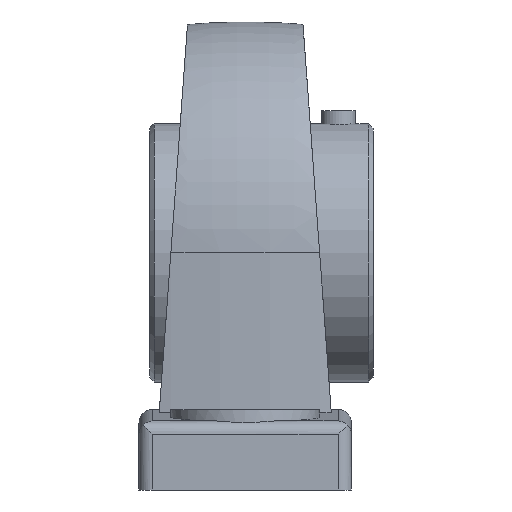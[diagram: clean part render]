
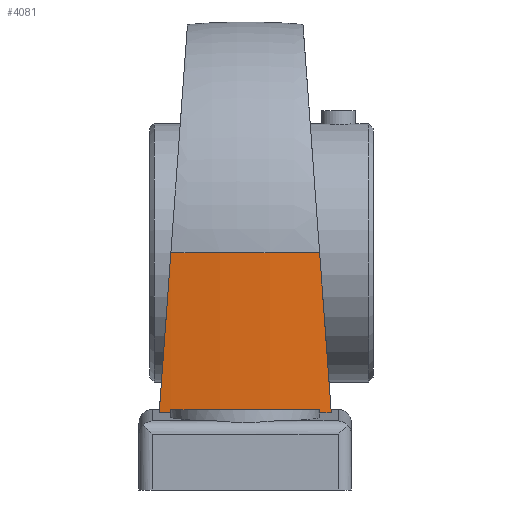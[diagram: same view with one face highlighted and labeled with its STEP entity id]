
A CAD part, front view. The second image highlights one B-rep face of the part: STEP entity #4081.
In plain terms, the highlighted cylindrical face has radius 226.939 mm (diameter 453.877 mm), a partial arc.
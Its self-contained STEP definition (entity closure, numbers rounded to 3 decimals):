
#147 = CARTESIAN_POINT ( 'NONE',  ( 25.9, -78.917, -54.6 ) ) ;
#392 = ORIENTED_EDGE ( 'NONE', *, *, #5165, .T. ) ;
#439 = CARTESIAN_POINT ( 'NONE',  ( 29.96, -78.414, -55.696 ) ) ;
#567 = CARTESIAN_POINT ( 'NONE',  ( -25.9, -78.917, -55.722 ) ) ;
#594 = ORIENTED_EDGE ( 'NONE', *, *, #4224, .F. ) ;
#637 = AXIS2_PLACEMENT_3D ( 'NONE', #7034, #8733, #6174 ) ;
#1010 = DIRECTION ( 'NONE',  ( 0., 0., -1. ) ) ;
#1273 = DIRECTION ( 'NONE',  ( 0., 0., 1. ) ) ;
#1385 =( BOUNDED_CURVE ( )  B_SPLINE_CURVE ( 3, ( #1608, #4120, #9485, #6021 ),
 .UNSPECIFIED., .F., .F. ) 
 B_SPLINE_CURVE_WITH_KNOTS ( ( 4, 4 ),
 ( 4.58, 4.598 ),
 .UNSPECIFIED. ) 
 CURVE ( )  GEOMETRIC_REPRESENTATION_ITEM ( )  RATIONAL_B_SPLINE_CURVE ( ( 1., 1., 1., 1. ) ) 
 REPRESENTATION_ITEM ( '' )  );
#1443 = EDGE_CURVE ( 'NONE', #8557, #11036, #6472, .T. ) ;
#1467 = CARTESIAN_POINT ( 'NONE',  ( 28.608, -78.594, -55.705 ) ) ;
#1608 = CARTESIAN_POINT ( 'NONE',  ( 29.96, -78.414, -55.696 ) ) ;
#1749 = CARTESIAN_POINT ( 'NONE',  ( -27.256, -78.761, -18.586 ) ) ;
#1785 = VECTOR ( 'NONE', #1010, 1000. ) ;
#1980 = CARTESIAN_POINT ( 'NONE',  ( 25.9, -78.917, -55.722 ) ) ;
#2099 = ORIENTED_EDGE ( 'NONE', *, *, #9674, .T. ) ;
#2149 = AXIS2_PLACEMENT_3D ( 'NONE', #3010, #8442, #9180 ) ;
#2191 = LINE ( 'NONE', #6441, #11048 ) ;
#2194 = VERTEX_POINT ( 'NONE', #9392 ) ;
#2490 = CARTESIAN_POINT ( 'NONE',  ( -29.96, -78.414, -55.696 ) ) ;
#2940 = CARTESIAN_POINT ( 'NONE',  ( -25.9, -78.917, -54.6 ) ) ;
#3010 = CARTESIAN_POINT ( 'NONE',  ( 0., 146.538, 0. ) ) ;
#3055 = VERTEX_POINT ( 'NONE', #147 ) ;
#3814 = LINE ( 'NONE', #7035, #1785 ) ;
#3861 = ORIENTED_EDGE ( 'NONE', *, *, #9952, .T. ) ;
#3889 = VERTEX_POINT ( 'NONE', #567 ) ;
#4081 = ADVANCED_FACE ( 'NONE', ( #10367 ), #5274, .T. ) ;
#4120 = CARTESIAN_POINT ( 'NONE',  ( 28.609, -78.594, -37.152 ) ) ;
#4204 = DIRECTION ( 'NONE',  ( -1., 0., 0. ) ) ;
#4224 = EDGE_CURVE ( 'NONE', #3889, #2194, #9074, .T. ) ;
#4535 = EDGE_LOOP ( 'NONE', ( #3861, #392, #8347, #10027, #11049, #7713, #2099, #594 ) ) ;
#4962 = CARTESIAN_POINT ( 'NONE',  ( -29.96, -78.414, -55.696 ) ) ;
#5165 = EDGE_CURVE ( 'NONE', #9855, #3055, #5191, .T. ) ;
#5191 = CIRCLE ( 'NONE', #10987, 226.938 ) ;
#5274 = CYLINDRICAL_SURFACE ( 'NONE', #637, 226.938 ) ;
#5311 = VERTEX_POINT ( 'NONE', #6109 ) ;
#5879 = CARTESIAN_POINT ( 'NONE',  ( -28.609, -78.594, -37.152 ) ) ;
#5954 =( BOUNDED_CURVE ( )  B_SPLINE_CURVE ( 3, ( #9346, #1749, #5879, #2490 ),
 .UNSPECIFIED., .F., .F. ) 
 B_SPLINE_CURVE_WITH_KNOTS ( ( 4, 4 ),
 ( 4.827, 4.845 ),
 .UNSPECIFIED. ) 
 CURVE ( )  GEOMETRIC_REPRESENTATION_ITEM ( )  RATIONAL_B_SPLINE_CURVE ( ( 1., 1., 1., 1. ) ) 
 REPRESENTATION_ITEM ( '' )  );
#6021 = CARTESIAN_POINT ( 'NONE',  ( 25.902, -78.917, 0. ) ) ;
#6109 = CARTESIAN_POINT ( 'NONE',  ( -25.902, -78.917, 0. ) ) ;
#6174 = DIRECTION ( 'NONE',  ( -1., 0., 0. ) ) ;
#6441 = CARTESIAN_POINT ( 'NONE',  ( -25.9, -78.917, -55.2 ) ) ;
#6472 =( BOUNDED_CURVE ( )  B_SPLINE_CURVE ( 3, ( #439, #1467, #10936, #8391 ),
 .UNSPECIFIED., .F., .F. ) 
 B_SPLINE_CURVE_WITH_KNOTS ( ( 4, 4 ),
 ( 6.151, 6.169 ),
 .UNSPECIFIED. ) 
 CURVE ( )  GEOMETRIC_REPRESENTATION_ITEM ( )  RATIONAL_B_SPLINE_CURVE ( ( 1., 1., 1., 1. ) ) 
 REPRESENTATION_ITEM ( '' )  );
#6510 = CARTESIAN_POINT ( 'NONE',  ( 29.96, -78.414, -55.696 ) ) ;
#6605 = CARTESIAN_POINT ( 'NONE',  ( -27.255, -78.762, -55.714 ) ) ;
#7034 = CARTESIAN_POINT ( 'NONE',  ( 0., 146.538, -57.1 ) ) ;
#7035 = CARTESIAN_POINT ( 'NONE',  ( 25.9, -78.917, -55.2 ) ) ;
#7041 = CIRCLE ( 'NONE', #2149, 226.938 ) ;
#7487 = DIRECTION ( 'NONE',  ( 0., 0., 1. ) ) ;
#7713 = ORIENTED_EDGE ( 'NONE', *, *, #8652, .T. ) ;
#8043 = EDGE_CURVE ( 'NONE', #8557, #9922, #1385, .T. ) ;
#8200 = CARTESIAN_POINT ( 'NONE',  ( -25.9, -78.917, -55.722 ) ) ;
#8347 = ORIENTED_EDGE ( 'NONE', *, *, #8515, .T. ) ;
#8391 = CARTESIAN_POINT ( 'NONE',  ( 25.9, -78.917, -55.722 ) ) ;
#8395 = CARTESIAN_POINT ( 'NONE',  ( 0., 146.538, -54.6 ) ) ;
#8442 = DIRECTION ( 'NONE',  ( 0., 0., -1. ) ) ;
#8515 = EDGE_CURVE ( 'NONE', #3055, #11036, #3814, .T. ) ;
#8557 = VERTEX_POINT ( 'NONE', #6510 ) ;
#8652 = EDGE_CURVE ( 'NONE', #9922, #5311, #7041, .T. ) ;
#8733 = DIRECTION ( 'NONE',  ( 0., 0., 1. ) ) ;
#9074 =( BOUNDED_CURVE ( )  B_SPLINE_CURVE ( 3, ( #8200, #6605, #10053, #4962 ),
 .UNSPECIFIED., .F., .F. ) 
 B_SPLINE_CURVE_WITH_KNOTS ( ( 4, 4 ),
 ( 0.114, 0.132 ),
 .UNSPECIFIED. ) 
 CURVE ( )  GEOMETRIC_REPRESENTATION_ITEM ( )  RATIONAL_B_SPLINE_CURVE ( ( 1., 1., 1., 1. ) ) 
 REPRESENTATION_ITEM ( '' )  );
#9180 = DIRECTION ( 'NONE',  ( -1., 0., 0. ) ) ;
#9346 = CARTESIAN_POINT ( 'NONE',  ( -25.902, -78.917, 0. ) ) ;
#9392 = CARTESIAN_POINT ( 'NONE',  ( -29.96, -78.414, -55.696 ) ) ;
#9485 = CARTESIAN_POINT ( 'NONE',  ( 27.256, -78.761, -18.586 ) ) ;
#9674 = EDGE_CURVE ( 'NONE', #5311, #2194, #5954, .T. ) ;
#9855 = VERTEX_POINT ( 'NONE', #2940 ) ;
#9922 = VERTEX_POINT ( 'NONE', #10806 ) ;
#9952 = EDGE_CURVE ( 'NONE', #3889, #9855, #2191, .T. ) ;
#10027 = ORIENTED_EDGE ( 'NONE', *, *, #1443, .F. ) ;
#10053 = CARTESIAN_POINT ( 'NONE',  ( -28.608, -78.594, -55.705 ) ) ;
#10367 = FACE_OUTER_BOUND ( 'NONE', #4535, .T. ) ;
#10806 = CARTESIAN_POINT ( 'NONE',  ( 25.902, -78.917, 0. ) ) ;
#10936 = CARTESIAN_POINT ( 'NONE',  ( 27.255, -78.762, -55.714 ) ) ;
#10987 = AXIS2_PLACEMENT_3D ( 'NONE', #8395, #7487, #4204 ) ;
#11036 = VERTEX_POINT ( 'NONE', #1980 ) ;
#11048 = VECTOR ( 'NONE', #1273, 1000. ) ;
#11049 = ORIENTED_EDGE ( 'NONE', *, *, #8043, .T. ) ;
